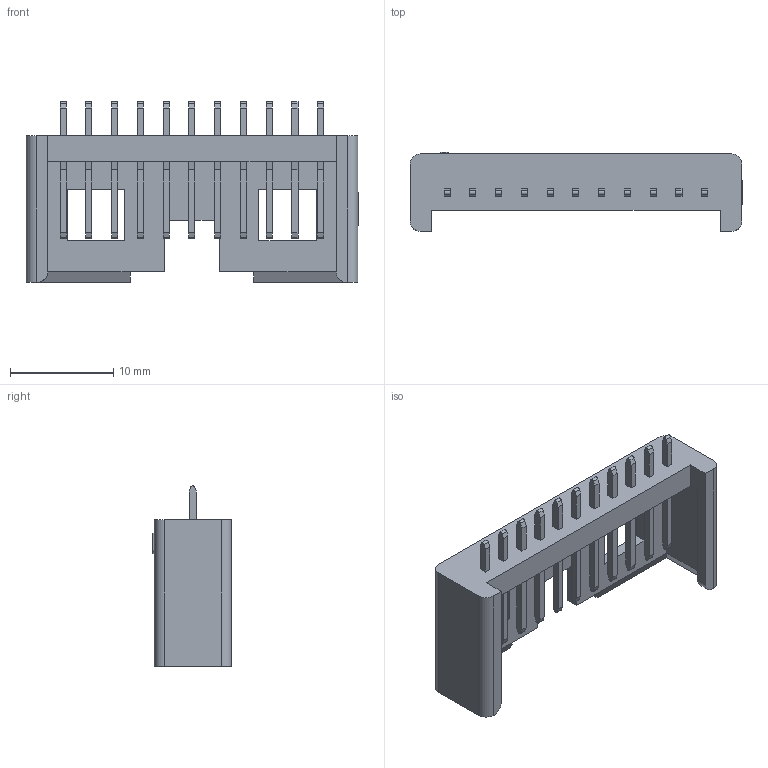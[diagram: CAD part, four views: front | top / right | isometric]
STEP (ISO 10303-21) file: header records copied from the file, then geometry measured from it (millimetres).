
FILE_DESCRIPTION(('Creo Elements/Direct Modeling STEP Export'),'2;1');
FILE_NAME('model.stp','2012-07-10T11:34:32',(''),(''),'Creo Elements/Direct Modeling STEP processor for AP214 (Solid Model)','Creo Elements/Direct Modeling 18.0B 02-Dec-2011 (C) Parametric Technology GmbH','');
FILE_SCHEMA(('AUTOMOTIVE_DESIGN { 1 0 10303 214 1 1 1 1 }'));
Length unit declared in the file: millimetre
Products named in the file (1): 2_5_MSF_O_11
Bounding box: 32.22 x 7.65 x 17.5 mm (x, y, z)
Volume: 984.6 mm3; surface area: 1838.5 mm2
Topology: 1 solids, 1 shells, 266 faces, 709 edges, 470 vertices
Faces by surface type: plane 223, cylinder 43
Entity records: 9293 total; most frequent: ORIENTED_EDGE 1418, CARTESIAN_POINT 1374, DIRECTION 1225, EDGE_CURVE 709, VECTOR 583, LINE 583, VERTEX_POINT 470, AXIS2_PLACEMENT_3D 321
